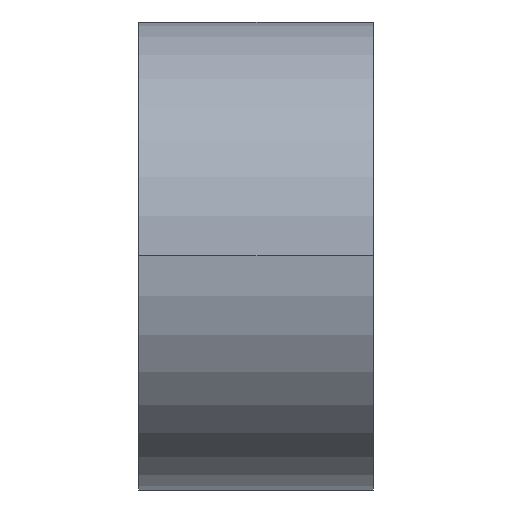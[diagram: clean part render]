
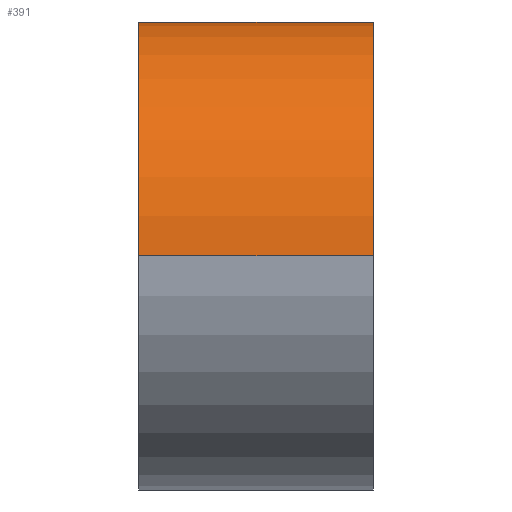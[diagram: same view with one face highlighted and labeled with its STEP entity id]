
A CAD part, left-side view. The second image highlights one B-rep face of the part: STEP entity #391.
In plain terms, the highlighted cylindrical face has radius 4 mm (diameter 8 mm), a partial arc.
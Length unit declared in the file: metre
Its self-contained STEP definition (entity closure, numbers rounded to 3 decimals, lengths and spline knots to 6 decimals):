
#5 = AXIS2_PLACEMENT_3D ( 'NONE', #531, #114, #295 ) ;
#14 = AXIS2_PLACEMENT_3D ( 'NONE', #485, #248, #430 ) ;
#17 = DIRECTION ( 'NONE',  ( 0., -1., 0. ) ) ;
#31 = ORIENTED_EDGE ( 'NONE', *, *, #105, .T. ) ;
#67 = FACE_OUTER_BOUND ( 'NONE', #551, .T. ) ;
#69 = DIRECTION ( 'NONE',  ( 0., 1., 0. ) ) ;
#105 = EDGE_CURVE ( 'NONE', #370, #509, #269, .T. ) ;
#114 = DIRECTION ( 'NONE',  ( 0., 1., 0. ) ) ;
#117 = CARTESIAN_POINT ( 'NONE',  ( -0.004, 0., 0. ) ) ;
#119 = CARTESIAN_POINT ( 'NONE',  ( 0.002474, 0.004, 0.003143 ) ) ;
#138 = VECTOR ( 'NONE', #17, 1. ) ;
#161 = LINE ( 'NONE', #119, #368 ) ;
#178 = DIRECTION ( 'NONE',  ( 0., 1., 0. ) ) ;
#190 = ORIENTED_EDGE ( 'NONE', *, *, #408, .T. ) ;
#193 = VERTEX_POINT ( 'NONE', #526 ) ;
#225 = VERTEX_POINT ( 'NONE', #336 ) ;
#248 = DIRECTION ( 'NONE',  ( 0., -1., 0. ) ) ;
#269 = CIRCLE ( 'NONE', #516, 0.004 ) ;
#290 = EDGE_CURVE ( 'NONE', #193, #225, #466, .T. ) ;
#295 = DIRECTION ( 'NONE',  ( 0., 0., 1. ) ) ;
#296 = LINE ( 'NONE', #575, #138 ) ;
#310 = EDGE_CURVE ( 'NONE', #193, #370, #296, .T. ) ;
#336 = CARTESIAN_POINT ( 'NONE',  ( 0.002474, 0.004, 0.003143 ) ) ;
#368 = VECTOR ( 'NONE', #69, 1. ) ;
#369 = ORIENTED_EDGE ( 'NONE', *, *, #290, .F. ) ;
#370 = VERTEX_POINT ( 'NONE', #117 ) ;
#391 = ADVANCED_FACE ( 'NONE', ( #67 ), #474, .T. ) ;
#402 = CARTESIAN_POINT ( 'NONE',  ( 0.002474, 0., 0.003143 ) ) ;
#408 = EDGE_CURVE ( 'NONE', #509, #225, #161, .T. ) ;
#430 = DIRECTION ( 'NONE',  ( -1., 0., 0. ) ) ;
#442 = ORIENTED_EDGE ( 'NONE', *, *, #310, .T. ) ;
#466 = CIRCLE ( 'NONE', #5, 0.004 ) ;
#474 = CYLINDRICAL_SURFACE ( 'NONE', #14, 0.004 ) ;
#485 = CARTESIAN_POINT ( 'NONE',  ( 0., 0.004, 0. ) ) ;
#502 = DIRECTION ( 'NONE',  ( 0., 0., 1. ) ) ;
#509 = VERTEX_POINT ( 'NONE', #402 ) ;
#513 = CARTESIAN_POINT ( 'NONE',  ( 0., 0., 0. ) ) ;
#516 = AXIS2_PLACEMENT_3D ( 'NONE', #513, #178, #502 ) ;
#526 = CARTESIAN_POINT ( 'NONE',  ( -0.004, 0.004, 0. ) ) ;
#531 = CARTESIAN_POINT ( 'NONE',  ( 0., 0.004, 0. ) ) ;
#551 = EDGE_LOOP ( 'NONE', ( #369, #442, #31, #190 ) ) ;
#575 = CARTESIAN_POINT ( 'NONE',  ( -0.004, 0.004, 0. ) ) ;
